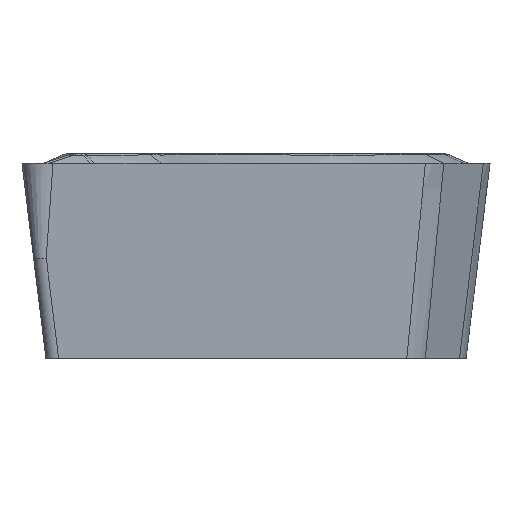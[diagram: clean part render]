
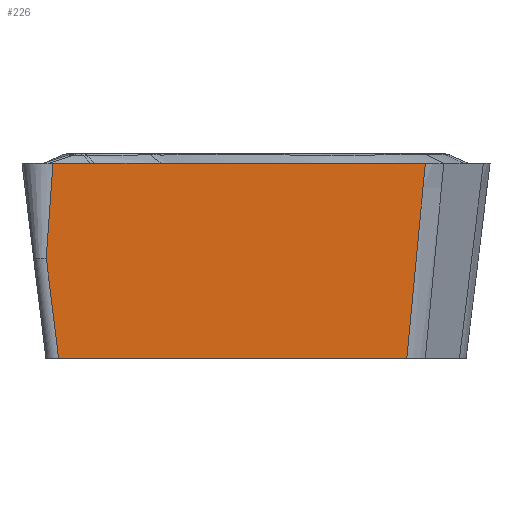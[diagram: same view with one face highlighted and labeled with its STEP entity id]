
A CAD part, front view. The second image highlights one B-rep face of the part: STEP entity #226.
In plain terms, the highlighted planar face has unit normal (0.569, -0.813, -0.122).
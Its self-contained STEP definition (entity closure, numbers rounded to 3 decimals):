
#145=PLANE('',#1158);
#170=LINE('',#1982,#202);
#171=LINE('',#1995,#203);
#172=LINE('',#1997,#204);
#173=LINE('',#1999,#205);
#202=VECTOR('',#1270,1.);
#203=VECTOR('',#1273,1.);
#204=VECTOR('',#1274,1.);
#205=VECTOR('',#1275,1.);
#226=ADVANCED_FACE('',(#318),#145,.F.);
#318=FACE_OUTER_BOUND('',#385,.T.);
#385=EDGE_LOOP('',(#590,#591,#592,#593,#594,#595));
#590=ORIENTED_EDGE('',*,*,#1013,.T.);
#591=ORIENTED_EDGE('',*,*,#1012,.T.);
#592=ORIENTED_EDGE('',*,*,#1014,.F.);
#593=ORIENTED_EDGE('',*,*,#1015,.T.);
#594=ORIENTED_EDGE('',*,*,#1016,.T.);
#595=ORIENTED_EDGE('',*,*,#1017,.F.);
#899=VERTEX_POINT('',#1976);
#901=VERTEX_POINT('',#1981);
#902=VERTEX_POINT('',#1994);
#903=VERTEX_POINT('',#1996);
#904=VERTEX_POINT('',#1998);
#905=VERTEX_POINT('',#2000);
#1012=EDGE_CURVE('',#899,#901,#170,.T.);
#1013=EDGE_CURVE('',#902,#899,#1143,.T.);
#1014=EDGE_CURVE('',#903,#901,#171,.T.);
#1015=EDGE_CURVE('',#903,#904,#172,.T.);
#1016=EDGE_CURVE('',#904,#905,#173,.T.);
#1017=EDGE_CURVE('',#902,#905,#1144,.T.);
#1143=(
BOUNDED_CURVE()
B_SPLINE_CURVE(3,(#1984,#1985,#1986,#1987,#1988,#1989,#1990,#1991,#1992,
#1993),.UNSPECIFIED.,.F.,.F.)
B_SPLINE_CURVE_WITH_KNOTS((4,3,3,4),(0.,0.333,0.667,
1.),.UNSPECIFIED.)
CURVE()
GEOMETRIC_REPRESENTATION_ITEM()
RATIONAL_B_SPLINE_CURVE((1.,1.,1.,1.,1.,1.,1.,1.,1.,1.))
REPRESENTATION_ITEM('')
);
#1144=(
BOUNDED_CURVE()
B_SPLINE_CURVE(3,(#2001,#2002,#2003,#2004),.UNSPECIFIED.,.F.,.F.)
B_SPLINE_CURVE_WITH_KNOTS((4,4),(0.,1.),.UNSPECIFIED.)
CURVE()
GEOMETRIC_REPRESENTATION_ITEM()
RATIONAL_B_SPLINE_CURVE((1.,1.,1.,1.))
REPRESENTATION_ITEM('')
);
#1158=AXIS2_PLACEMENT_3D('',#2005,#1276,#1277);
#1270=DIRECTION('',(-0.819,-0.574,0.));
#1273=DIRECTION('',(0.07,-0.1,0.993));
#1274=DIRECTION('',(0.119,0.228,-0.966));
#1275=DIRECTION('',(0.819,0.574,0.));
#1276=DIRECTION('',(-0.569,0.813,0.122));
#1277=DIRECTION('',(-0.07,0.1,-0.993));
#1976=CARTESIAN_POINT('',(3.446,-3.401,-0.2));
#1981=CARTESIAN_POINT('',(-4.133,-8.708,-0.2));
#1982=CARTESIAN_POINT('',(3.679,-3.238,-0.2));
#1984=CARTESIAN_POINT('',(2.52,-2.59,-9.936));
#1985=CARTESIAN_POINT('',(2.685,-2.734,-8.208));
#1986=CARTESIAN_POINT('',(2.849,-2.878,-6.48));
#1987=CARTESIAN_POINT('',(3.013,-3.022,-4.752));
#1988=CARTESIAN_POINT('',(3.177,-3.166,-3.024));
#1989=CARTESIAN_POINT('',(3.342,-3.31,-1.296));
#1990=CARTESIAN_POINT('',(3.506,-3.454,0.432));
#1991=CARTESIAN_POINT('',(3.67,-3.598,2.16));
#1992=CARTESIAN_POINT('',(3.834,-3.742,3.888));
#1993=CARTESIAN_POINT('',(3.998,-3.886,5.616));
#1994=CARTESIAN_POINT('',(3.398,-3.36,-0.7));
#1995=CARTESIAN_POINT('',(-4.133,-8.708,-0.2));
#1996=CARTESIAN_POINT('',(-4.269,-8.514,-2.124));
#1997=CARTESIAN_POINT('',(-4.266,-8.509,-2.146));
#1998=CARTESIAN_POINT('',(-4.017,-8.032,-4.17));
#1999=CARTESIAN_POINT('',(2.452,-3.502,-4.17));
#2000=CARTESIAN_POINT('',(3.068,-3.07,-4.17));
#2001=CARTESIAN_POINT('',(3.398,-3.36,-0.7));
#2002=CARTESIAN_POINT('',(3.288,-3.263,-1.857));
#2003=CARTESIAN_POINT('',(3.178,-3.167,-3.013));
#2004=CARTESIAN_POINT('',(3.068,-3.07,-4.17));
#2005=CARTESIAN_POINT('',(2.732,-3.901,-0.2));
